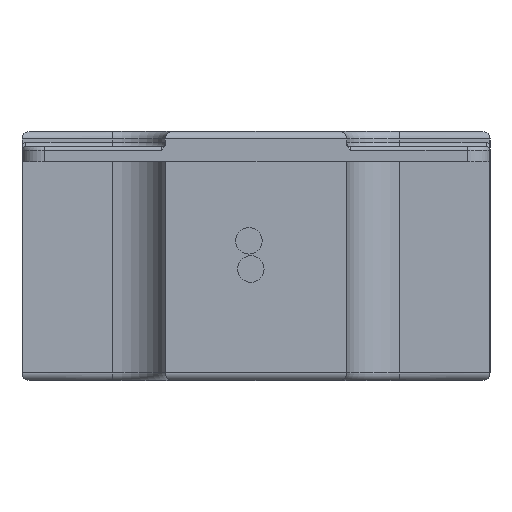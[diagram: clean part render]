
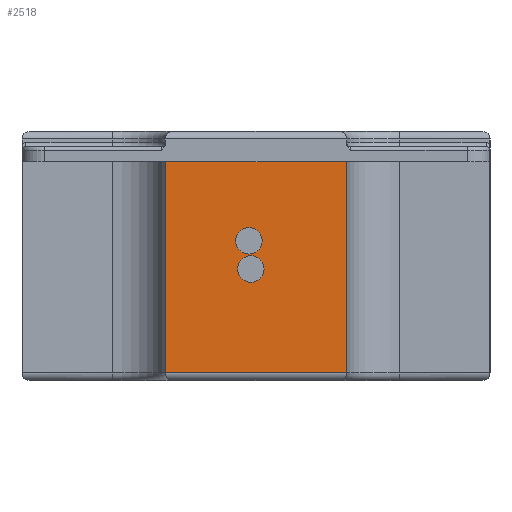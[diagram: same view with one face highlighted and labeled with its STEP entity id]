
A CAD part, left-side view. The second image highlights one B-rep face of the part: STEP entity #2518.
In plain terms, the highlighted planar face has unit normal (-1, 0, 0).
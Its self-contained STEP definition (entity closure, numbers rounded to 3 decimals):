
#135=PLANE('',#2847);
#266=FACE_OUTER_BOUND('',#435,.T.);
#435=EDGE_LOOP('',(#2113,#2114,#2115,#2116));
#564=LINE('',#4191,#744);
#608=LINE('',#4366,#788);
#624=LINE('',#4426,#804);
#625=LINE('',#4428,#805);
#744=VECTOR('',#3325,10.);
#788=VECTOR('',#3507,10.);
#804=VECTOR('',#3583,10.);
#805=VECTOR('',#3586,10.);
#1117=VERTEX_POINT('',#4188);
#1118=VERTEX_POINT('',#4190);
#1163=VERTEX_POINT('',#4353);
#1168=VERTEX_POINT('',#4364);
#1396=EDGE_CURVE('',#1117,#1118,#564,.T.);
#1479=EDGE_CURVE('',#1168,#1163,#608,.T.);
#1511=EDGE_CURVE('',#1163,#1117,#624,.T.);
#1512=EDGE_CURVE('',#1118,#1168,#625,.T.);
#2113=ORIENTED_EDGE('',*,*,#1479,.F.);
#2114=ORIENTED_EDGE('',*,*,#1512,.F.);
#2115=ORIENTED_EDGE('',*,*,#1396,.F.);
#2116=ORIENTED_EDGE('',*,*,#1511,.F.);
#2518=ADVANCED_FACE('',(#266),#135,.F.);
#2847=AXIS2_PLACEMENT_3D('',#4427,#3584,#3585);
#3325=DIRECTION('',(0.,-1.,0.));
#3507=DIRECTION('',(0.,1.,0.));
#3583=DIRECTION('',(0.,0.,1.));
#3584=DIRECTION('center_axis',(1.,0.,0.));
#3585=DIRECTION('ref_axis',(0.,0.,-1.));
#3586=DIRECTION('',(0.,0.,-1.));
#4188=CARTESIAN_POINT('',(-23.817,3.211,14.5));
#4190=CARTESIAN_POINT('',(-23.817,-8.789,14.5));
#4191=CARTESIAN_POINT('',(-23.817,-8.789,14.5));
#4353=CARTESIAN_POINT('',(-23.817,3.211,0.5));
#4364=CARTESIAN_POINT('',(-23.817,-8.789,0.5));
#4366=CARTESIAN_POINT('',(-23.817,-2.789,0.5));
#4426=CARTESIAN_POINT('',(-23.817,3.211,11.875));
#4427=CARTESIAN_POINT('Origin',(-23.817,-2.789,7.25));
#4428=CARTESIAN_POINT('',(-23.817,-8.789,11.875));
